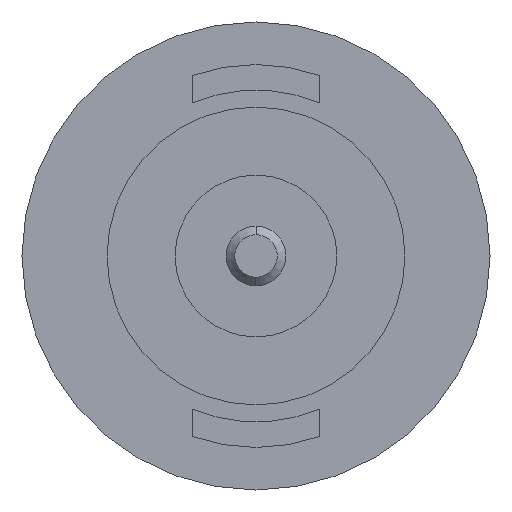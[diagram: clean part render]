
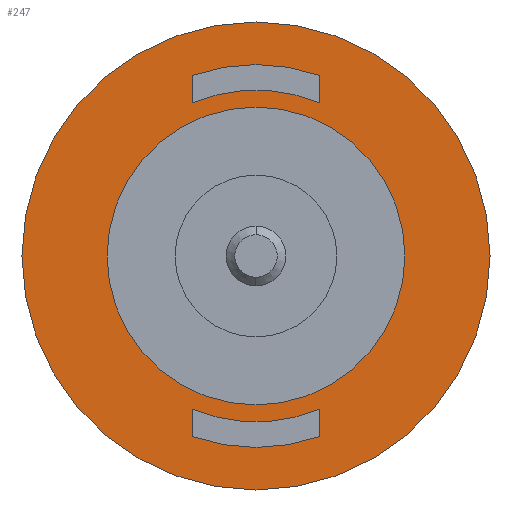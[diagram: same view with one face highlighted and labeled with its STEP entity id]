
A CAD part, front view. The second image highlights one B-rep face of the part: STEP entity #247.
In plain terms, the highlighted planar face has unit normal (0, -1, 0).
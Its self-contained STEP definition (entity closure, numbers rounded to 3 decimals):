
#7 = VERTEX_POINT ( 'NONE', #345 ) ;
#40 = LINE ( 'NONE', #1731, #2475 ) ;
#47 = EDGE_LOOP ( 'NONE', ( #2619, #2410, #899, #1174 ) ) ;
#77 = VERTEX_POINT ( 'NONE', #2373 ) ;
#94 = AXIS2_PLACEMENT_3D ( 'NONE', #600, #2060, #1246 ) ;
#114 = VERTEX_POINT ( 'NONE', #1822 ) ;
#139 = EDGE_LOOP ( 'NONE', ( #1854, #985 ) ) ;
#141 = EDGE_CURVE ( 'NONE', #77, #2403, #1979, .T. ) ;
#143 = AXIS2_PLACEMENT_3D ( 'NONE', #2535, #2341, #1531 ) ;
#167 = DIRECTION ( 'NONE',  ( 0., -1., 0. ) ) ;
#171 = ORIENTED_EDGE ( 'NONE', *, *, #941, .T. ) ;
#192 = VECTOR ( 'NONE', #886, 1000. ) ;
#202 = VERTEX_POINT ( 'NONE', #2435 ) ;
#219 = EDGE_CURVE ( 'NONE', #1069, #1392, #781, .T. ) ;
#225 = LINE ( 'NONE', #1302, #192 ) ;
#247 = ADVANCED_FACE ( 'NONE', ( #1070, #1882, #793, #2048 ), #1510, .F. ) ;
#264 = AXIS2_PLACEMENT_3D ( 'NONE', #909, #656, #1523 ) ;
#301 = ORIENTED_EDGE ( 'NONE', *, *, #141, .F. ) ;
#324 = CIRCLE ( 'NONE', #1751, 1.75 ) ;
#336 = AXIS2_PLACEMENT_3D ( 'NONE', #753, #554, #779 ) ;
#345 = CARTESIAN_POINT ( 'NONE',  ( -0.75, 0., 2.121 ) ) ;
#435 = CARTESIAN_POINT ( 'NONE',  ( 0., 0., 0. ) ) ;
#448 = DIRECTION ( 'NONE',  ( 0., -1., 0. ) ) ;
#483 = CIRCLE ( 'NONE', #264, 2.25 ) ;
#533 = CARTESIAN_POINT ( 'NONE',  ( 0.75, 0., -1.8 ) ) ;
#554 = DIRECTION ( 'NONE',  ( 0., 1., 0. ) ) ;
#600 = CARTESIAN_POINT ( 'NONE',  ( 0., 0., 0. ) ) ;
#611 = CIRCLE ( 'NONE', #1958, 1.95 ) ;
#656 = DIRECTION ( 'NONE',  ( 0., -1., 0. ) ) ;
#673 = CARTESIAN_POINT ( 'NONE',  ( 0., 0., 0. ) ) ;
#686 = DIRECTION ( 'NONE',  ( 0., 0., 1. ) ) ;
#700 = CARTESIAN_POINT ( 'NONE',  ( -0.75, 0., 1.8 ) ) ;
#746 = LINE ( 'NONE', #533, #1487 ) ;
#753 = CARTESIAN_POINT ( 'NONE',  ( 0., 0., 0. ) ) ;
#779 = DIRECTION ( 'NONE',  ( 0.385, 0., -0.923 ) ) ;
#781 = CIRCLE ( 'NONE', #94, 1.75 ) ;
#793 = FACE_BOUND ( 'NONE', #47, .T. ) ;
#868 = DIRECTION ( 'NONE',  ( 0., 0., 1. ) ) ;
#886 = DIRECTION ( 'NONE',  ( 0., 0., -1. ) ) ;
#899 = ORIENTED_EDGE ( 'NONE', *, *, #1855, .T. ) ;
#909 = CARTESIAN_POINT ( 'NONE',  ( 0., 0., 0. ) ) ;
#941 = EDGE_CURVE ( 'NONE', #77, #2574, #746, .T. ) ;
#985 = ORIENTED_EDGE ( 'NONE', *, *, #1202, .F. ) ;
#1045 = CARTESIAN_POINT ( 'NONE',  ( 0.75, 0., 1.8 ) ) ;
#1055 = AXIS2_PLACEMENT_3D ( 'NONE', #435, #448, #1687 ) ;
#1068 = CARTESIAN_POINT ( 'NONE',  ( 0.75, 0., -2.121 ) ) ;
#1069 = VERTEX_POINT ( 'NONE', #2035 ) ;
#1070 = FACE_BOUND ( 'NONE', #1213, .T. ) ;
#1174 = ORIENTED_EDGE ( 'NONE', *, *, #1646, .F. ) ;
#1199 = CIRCLE ( 'NONE', #1055, 2.25 ) ;
#1202 = EDGE_CURVE ( 'NONE', #114, #202, #2120, .T. ) ;
#1213 = EDGE_LOOP ( 'NONE', ( #1615, #1832 ) ) ;
#1246 = DIRECTION ( 'NONE',  ( 0., 0., -1. ) ) ;
#1273 = CARTESIAN_POINT ( 'NONE',  ( 0.75, 0., 2.121 ) ) ;
#1276 = ORIENTED_EDGE ( 'NONE', *, *, #1603, .F. ) ;
#1280 = EDGE_CURVE ( 'NONE', #202, #114, #2211, .T. ) ;
#1302 = CARTESIAN_POINT ( 'NONE',  ( 0.75, 0., 2.121 ) ) ;
#1392 = VERTEX_POINT ( 'NONE', #1838 ) ;
#1404 = CARTESIAN_POINT ( 'NONE',  ( -0.75, 0., -1.8 ) ) ;
#1427 = DIRECTION ( 'NONE',  ( 0., 0., -1. ) ) ;
#1487 = VECTOR ( 'NONE', #1583, 1000. ) ;
#1492 = CARTESIAN_POINT ( 'NONE',  ( 0., 0., 0. ) ) ;
#1510 = PLANE ( 'NONE',  #2203 ) ;
#1523 = DIRECTION ( 'NONE',  ( 0.333, 0., 0.943 ) ) ;
#1531 = DIRECTION ( 'NONE',  ( 0., 0., 1. ) ) ;
#1583 = DIRECTION ( 'NONE',  ( 0., 0., -1. ) ) ;
#1590 = EDGE_CURVE ( 'NONE', #2025, #7, #483, .T. ) ;
#1603 = EDGE_CURVE ( 'NONE', #1736, #2574, #1199, .T. ) ;
#1608 = DIRECTION ( 'NONE',  ( 0., 1., 0. ) ) ;
#1615 = ORIENTED_EDGE ( 'NONE', *, *, #219, .F. ) ;
#1633 = CARTESIAN_POINT ( 'NONE',  ( 0., 0., 0. ) ) ;
#1646 = EDGE_CURVE ( 'NONE', #2141, #2207, #611, .T. ) ;
#1665 = EDGE_CURVE ( 'NONE', #2141, #7, #2263, .T. ) ;
#1687 = DIRECTION ( 'NONE',  ( -0.333, 0., -0.943 ) ) ;
#1731 = CARTESIAN_POINT ( 'NONE',  ( -0.75, 0., -2.121 ) ) ;
#1736 = VERTEX_POINT ( 'NONE', #2330 ) ;
#1751 = AXIS2_PLACEMENT_3D ( 'NONE', #2637, #167, #1427 ) ;
#1822 = CARTESIAN_POINT ( 'NONE',  ( 2.75, 0., 0. ) ) ;
#1832 = ORIENTED_EDGE ( 'NONE', *, *, #2448, .F. ) ;
#1838 = CARTESIAN_POINT ( 'NONE',  ( 0., 0., 1.75 ) ) ;
#1854 = ORIENTED_EDGE ( 'NONE', *, *, #1280, .F. ) ;
#1855 = EDGE_CURVE ( 'NONE', #2025, #2207, #225, .T. ) ;
#1882 = FACE_OUTER_BOUND ( 'NONE', #139, .T. ) ;
#1909 = DIRECTION ( 'NONE',  ( 0., 1., 0. ) ) ;
#1958 = AXIS2_PLACEMENT_3D ( 'NONE', #673, #2512, #2090 ) ;
#1979 = CIRCLE ( 'NONE', #336, 1.95 ) ;
#2025 = VERTEX_POINT ( 'NONE', #1273 ) ;
#2035 = CARTESIAN_POINT ( 'NONE',  ( 0., 0., -1.75 ) ) ;
#2048 = FACE_BOUND ( 'NONE', #2269, .T. ) ;
#2060 = DIRECTION ( 'NONE',  ( 0., -1., 0. ) ) ;
#2090 = DIRECTION ( 'NONE',  ( -0.385, 0., 0.923 ) ) ;
#2107 = CARTESIAN_POINT ( 'NONE',  ( -0.75, 0., 1.8 ) ) ;
#2120 = CIRCLE ( 'NONE', #143, 2.75 ) ;
#2125 = VECTOR ( 'NONE', #686, 1000. ) ;
#2141 = VERTEX_POINT ( 'NONE', #700 ) ;
#2152 = EDGE_CURVE ( 'NONE', #1736, #2403, #40, .T. ) ;
#2203 = AXIS2_PLACEMENT_3D ( 'NONE', #1492, #1909, #2485 ) ;
#2207 = VERTEX_POINT ( 'NONE', #1045 ) ;
#2211 = CIRCLE ( 'NONE', #2541, 2.75 ) ;
#2245 = ORIENTED_EDGE ( 'NONE', *, *, #2152, .T. ) ;
#2263 = LINE ( 'NONE', #2107, #2125 ) ;
#2269 = EDGE_LOOP ( 'NONE', ( #2245, #301, #171, #1276 ) ) ;
#2330 = CARTESIAN_POINT ( 'NONE',  ( -0.75, 0., -2.121 ) ) ;
#2341 = DIRECTION ( 'NONE',  ( 0., 1., 0. ) ) ;
#2373 = CARTESIAN_POINT ( 'NONE',  ( 0.75, 0., -1.8 ) ) ;
#2403 = VERTEX_POINT ( 'NONE', #1404 ) ;
#2410 = ORIENTED_EDGE ( 'NONE', *, *, #1590, .F. ) ;
#2417 = DIRECTION ( 'NONE',  ( 0., 0., 1. ) ) ;
#2435 = CARTESIAN_POINT ( 'NONE',  ( -2.75, 0., 0. ) ) ;
#2448 = EDGE_CURVE ( 'NONE', #1392, #1069, #324, .T. ) ;
#2475 = VECTOR ( 'NONE', #868, 1000. ) ;
#2485 = DIRECTION ( 'NONE',  ( 1., 0., 0. ) ) ;
#2512 = DIRECTION ( 'NONE',  ( 0., 1., 0. ) ) ;
#2535 = CARTESIAN_POINT ( 'NONE',  ( 0., 0., 0. ) ) ;
#2541 = AXIS2_PLACEMENT_3D ( 'NONE', #1633, #1608, #2417 ) ;
#2574 = VERTEX_POINT ( 'NONE', #1068 ) ;
#2619 = ORIENTED_EDGE ( 'NONE', *, *, #1665, .T. ) ;
#2637 = CARTESIAN_POINT ( 'NONE',  ( 0., 0., 0. ) ) ;
